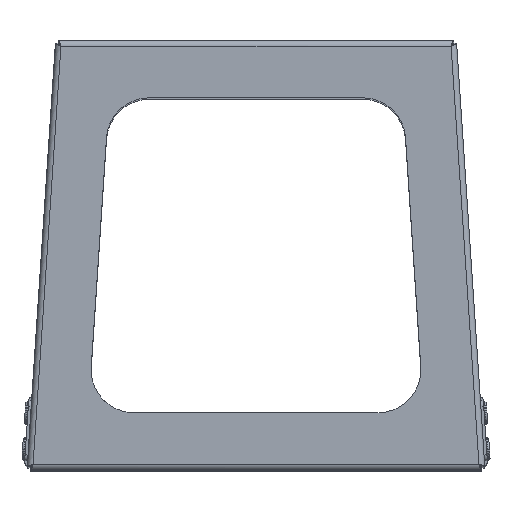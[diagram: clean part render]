
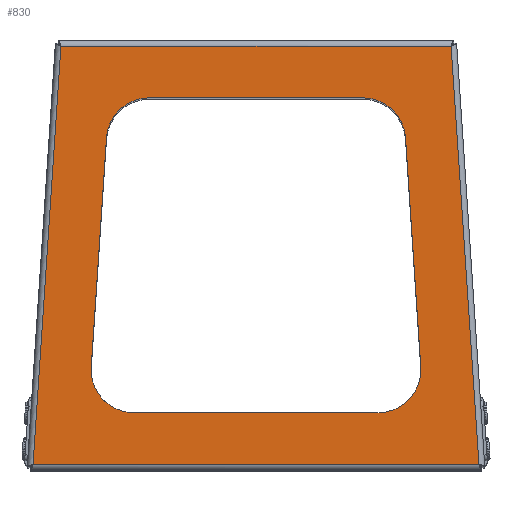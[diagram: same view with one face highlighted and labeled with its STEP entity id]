
A CAD part, top view. The second image highlights one B-rep face of the part: STEP entity #830.
In plain terms, the highlighted planar face has unit normal (0, 0, 1).
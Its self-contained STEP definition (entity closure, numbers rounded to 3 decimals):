
#55 = AXIS2_PLACEMENT_3D ( 'NONE', #1884, #7782, #4719 ) ;
#246 = EDGE_LOOP ( 'NONE', ( #10190, #6365, #10316, #1672, #6891, #4974, #10700, #12671, #7432 ) ) ;
#264 = VERTEX_POINT ( 'NONE', #10244 ) ;
#403 = DIRECTION ( 'NONE',  ( 0., 0., 1. ) ) ;
#717 = FACE_OUTER_BOUND ( 'NONE', #11870, .T. ) ;
#830 = ADVANCED_FACE ( 'NONE', ( #3610, #717 ), #4581, .T. ) ;
#874 = CARTESIAN_POINT ( 'NONE',  ( 115.112, -78.004, 0. ) ) ;
#898 = ORIENTED_EDGE ( 'NONE', *, *, #1131, .T. ) ;
#945 = DIRECTION ( 'NONE',  ( -0.067, 0.998, 0. ) ) ;
#1065 = ORIENTED_EDGE ( 'NONE', *, *, #6076, .T. ) ;
#1131 = EDGE_CURVE ( 'NONE', #10404, #9986, #5214, .T. ) ;
#1209 = DIRECTION ( 'NONE',  ( 0., 0., 1. ) ) ;
#1271 = CARTESIAN_POINT ( 'NONE',  ( 74.511, 80., 0. ) ) ;
#1413 = CARTESIAN_POINT ( 'NONE',  ( 115.112, -78.004, 0. ) ) ;
#1416 = DIRECTION ( 'NONE',  ( -1., 0., 0. ) ) ;
#1494 = CARTESIAN_POINT ( 'NONE',  ( 0., 0., 0. ) ) ;
#1529 = EDGE_CURVE ( 'NONE', #6732, #264, #4618, .T. ) ;
#1672 = ORIENTED_EDGE ( 'NONE', *, *, #11776, .F. ) ;
#1812 = VERTEX_POINT ( 'NONE', #4869 ) ;
#1859 = CARTESIAN_POINT ( 'NONE',  ( -74.511, 110., 0. ) ) ;
#1884 = CARTESIAN_POINT ( 'NONE',  ( 85.178, -80., 0. ) ) ;
#1959 = DIRECTION ( 'NONE',  ( -0.067, -0.998, 0. ) ) ;
#2050 = DIRECTION ( 'NONE',  ( 0., 0., 1. ) ) ;
#2089 = CARTESIAN_POINT ( 'NONE',  ( -74.511, 80., 0. ) ) ;
#2102 = VECTOR ( 'NONE', #9469, 1000. ) ;
#2106 = CARTESIAN_POINT ( 'NONE',  ( 115.178, -80., 0. ) ) ;
#2390 = VERTEX_POINT ( 'NONE', #1859 ) ;
#2572 = VERTEX_POINT ( 'NONE', #6164 ) ;
#2631 = EDGE_CURVE ( 'NONE', #9619, #3537, #2670, .T. ) ;
#2670 = CIRCLE ( 'NONE', #11495, 30. ) ;
#3128 = AXIS2_PLACEMENT_3D ( 'NONE', #2089, #403, #3309 ) ;
#3309 = DIRECTION ( 'NONE',  ( 1., 0., 0. ) ) ;
#3404 = EDGE_CURVE ( 'NONE', #12355, #7476, #10762, .T. ) ;
#3537 = VERTEX_POINT ( 'NONE', #1413 ) ;
#3561 = VECTOR ( 'NONE', #1959, 1000. ) ;
#3610 = FACE_BOUND ( 'NONE', #246, .T. ) ;
#3789 = VERTEX_POINT ( 'NONE', #3842 ) ;
#3842 = CARTESIAN_POINT ( 'NONE',  ( -104.445, 81.996, 0. ) ) ;
#3901 = CARTESIAN_POINT ( 'NONE',  ( 104.445, 81.996, 0. ) ) ;
#4210 = CARTESIAN_POINT ( 'NONE',  ( 155.862, -148.06, 0. ) ) ;
#4469 = EDGE_CURVE ( 'NONE', #1812, #9619, #8881, .T. ) ;
#4581 = PLANE ( 'NONE',  #11617 ) ;
#4609 = LINE ( 'NONE', #6652, #2102 ) ;
#4618 = CIRCLE ( 'NONE', #12219, 30. ) ;
#4718 = CARTESIAN_POINT ( 'NONE',  ( -85.178, -110., 0. ) ) ;
#4719 = DIRECTION ( 'NONE',  ( -1., 0., 0. ) ) ;
#4869 = CARTESIAN_POINT ( 'NONE',  ( 85.178, -110., 0. ) ) ;
#4974 = ORIENTED_EDGE ( 'NONE', *, *, #9710, .F. ) ;
#4979 = VECTOR ( 'NONE', #11294, 1000. ) ;
#5034 = CARTESIAN_POINT ( 'NONE',  ( 136.258, 146., 0. ) ) ;
#5078 = DIRECTION ( 'NONE',  ( 0., 0., 1. ) ) ;
#5132 = DIRECTION ( 'NONE',  ( -1., 0., 0. ) ) ;
#5214 = LINE ( 'NONE', #9182, #11380 ) ;
#5251 = CARTESIAN_POINT ( 'NONE',  ( -155.724, -146., 0. ) ) ;
#5385 = VECTOR ( 'NONE', #8837, 1000. ) ;
#5436 = EDGE_CURVE ( 'NONE', #8230, #2572, #8905, .T. ) ;
#5538 = DIRECTION ( 'NONE',  ( 0., 0., 1. ) ) ;
#5894 = LINE ( 'NONE', #9798, #5385 ) ;
#5965 = CIRCLE ( 'NONE', #3128, 30. ) ;
#6018 = DIRECTION ( 'NONE',  ( 1., 0., 0. ) ) ;
#6076 = EDGE_CURVE ( 'NONE', #2572, #10404, #9076, .T. ) ;
#6164 = CARTESIAN_POINT ( 'NONE',  ( 155.724, -146., 0. ) ) ;
#6260 = ORIENTED_EDGE ( 'NONE', *, *, #12071, .T. ) ;
#6365 = ORIENTED_EDGE ( 'NONE', *, *, #10037, .F. ) ;
#6652 = CARTESIAN_POINT ( 'NONE',  ( -104.445, 81.996, 0. ) ) ;
#6732 = VERTEX_POINT ( 'NONE', #3901 ) ;
#6811 = CARTESIAN_POINT ( 'NONE',  ( -85.178, -80., 0. ) ) ;
#6843 = CARTESIAN_POINT ( 'NONE',  ( -136.138, 147.799, 0. ) ) ;
#6891 = ORIENTED_EDGE ( 'NONE', *, *, #9946, .F. ) ;
#7060 = CARTESIAN_POINT ( 'NONE',  ( 85.178, -80., 0. ) ) ;
#7288 = DIRECTION ( 'NONE',  ( -0.067, 0.998, 0. ) ) ;
#7368 = CARTESIAN_POINT ( 'NONE',  ( -74.511, 110., 0. ) ) ;
#7432 = ORIENTED_EDGE ( 'NONE', *, *, #2631, .F. ) ;
#7463 = AXIS2_PLACEMENT_3D ( 'NONE', #6811, #2050, #8862 ) ;
#7476 = VERTEX_POINT ( 'NONE', #4718 ) ;
#7518 = DIRECTION ( 'NONE',  ( 1., 0., 0. ) ) ;
#7682 = LINE ( 'NONE', #874, #7832 ) ;
#7782 = DIRECTION ( 'NONE',  ( 0., 0., 1. ) ) ;
#7832 = VECTOR ( 'NONE', #945, 1000. ) ;
#7927 = CARTESIAN_POINT ( 'NONE',  ( -157.789, -146., 0. ) ) ;
#8230 = VERTEX_POINT ( 'NONE', #5251 ) ;
#8293 = CARTESIAN_POINT ( 'NONE',  ( -136.258, 146., 0. ) ) ;
#8684 = VECTOR ( 'NONE', #6018, 1000. ) ;
#8837 = DIRECTION ( 'NONE',  ( 1., 0., 0. ) ) ;
#8862 = DIRECTION ( 'NONE',  ( -1., 0., 0. ) ) ;
#8881 = CIRCLE ( 'NONE', #55, 30. ) ;
#8905 = LINE ( 'NONE', #7927, #8684 ) ;
#9076 = LINE ( 'NONE', #4210, #9311 ) ;
#9182 = CARTESIAN_POINT ( 'NONE',  ( 138.06, 146., 0. ) ) ;
#9311 = VECTOR ( 'NONE', #7288, 1000. ) ;
#9469 = DIRECTION ( 'NONE',  ( -0.067, -0.998, 0. ) ) ;
#9619 = VERTEX_POINT ( 'NONE', #2106 ) ;
#9710 = EDGE_CURVE ( 'NONE', #264, #2390, #11179, .T. ) ;
#9798 = CARTESIAN_POINT ( 'NONE',  ( -85.178, -110., 0. ) ) ;
#9946 = EDGE_CURVE ( 'NONE', #2390, #3789, #5965, .T. ) ;
#9964 = ORIENTED_EDGE ( 'NONE', *, *, #5436, .T. ) ;
#9986 = VERTEX_POINT ( 'NONE', #8293 ) ;
#10037 = EDGE_CURVE ( 'NONE', #7476, #1812, #5894, .T. ) ;
#10190 = ORIENTED_EDGE ( 'NONE', *, *, #4469, .F. ) ;
#10210 = DIRECTION ( 'NONE',  ( -1., 0., 0. ) ) ;
#10244 = CARTESIAN_POINT ( 'NONE',  ( 74.511, 110., 0. ) ) ;
#10316 = ORIENTED_EDGE ( 'NONE', *, *, #3404, .F. ) ;
#10404 = VERTEX_POINT ( 'NONE', #5034 ) ;
#10700 = ORIENTED_EDGE ( 'NONE', *, *, #1529, .F. ) ;
#10762 = CIRCLE ( 'NONE', #7463, 30. ) ;
#11090 = EDGE_CURVE ( 'NONE', #3537, #6732, #7682, .T. ) ;
#11179 = LINE ( 'NONE', #7368, #4979 ) ;
#11294 = DIRECTION ( 'NONE',  ( -1., 0., 0. ) ) ;
#11380 = VECTOR ( 'NONE', #1416, 1000. ) ;
#11495 = AXIS2_PLACEMENT_3D ( 'NONE', #7060, #5078, #10210 ) ;
#11525 = CARTESIAN_POINT ( 'NONE',  ( -115.112, -78.004, 0. ) ) ;
#11617 = AXIS2_PLACEMENT_3D ( 'NONE', #1494, #5538, #7518 ) ;
#11776 = EDGE_CURVE ( 'NONE', #3789, #12355, #4609, .T. ) ;
#11870 = EDGE_LOOP ( 'NONE', ( #6260, #9964, #1065, #898 ) ) ;
#12051 = LINE ( 'NONE', #6843, #3561 ) ;
#12071 = EDGE_CURVE ( 'NONE', #9986, #8230, #12051, .T. ) ;
#12219 = AXIS2_PLACEMENT_3D ( 'NONE', #1271, #1209, #5132 ) ;
#12355 = VERTEX_POINT ( 'NONE', #11525 ) ;
#12671 = ORIENTED_EDGE ( 'NONE', *, *, #11090, .F. ) ;
